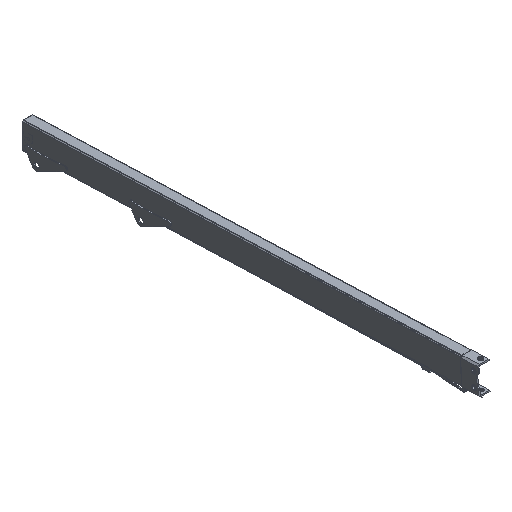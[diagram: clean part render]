
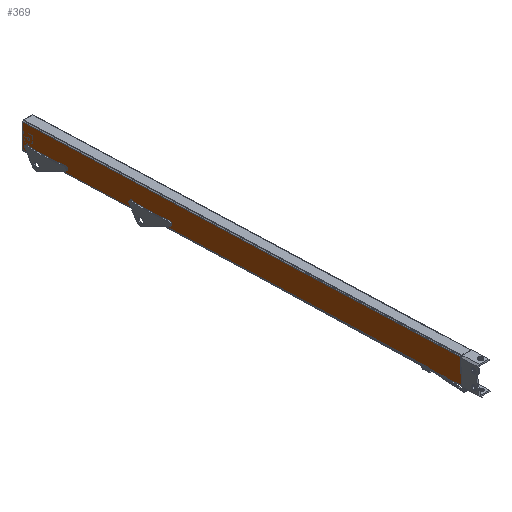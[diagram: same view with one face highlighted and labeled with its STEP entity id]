
A CAD part, isometric view. The second image highlights one B-rep face of the part: STEP entity #369.
In plain terms, the highlighted planar face has unit normal (-1, 0, 0).
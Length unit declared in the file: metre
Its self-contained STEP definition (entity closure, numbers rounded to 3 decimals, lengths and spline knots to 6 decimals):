
#369 = ADVANCED_FACE( '', ( #865 ), #866, .T. );
#865 = FACE_OUTER_BOUND( '', #1498, .T. );
#866 = PLANE( '', #1499 );
#1498 = EDGE_LOOP( '', ( #2634, #2635, #2636, #2637, #2638, #2639, #2640, #2641, #2642, #2643, #2644, #2645, #2646, #2647, #2648, #2649 ) );
#1499 = AXIS2_PLACEMENT_3D( '', #2650, #2651, #2652 );
#2634 = ORIENTED_EDGE( '', *, *, #4056, .T. );
#2635 = ORIENTED_EDGE( '', *, *, #4149, .T. );
#2636 = ORIENTED_EDGE( '', *, *, #3753, .T. );
#2637 = ORIENTED_EDGE( '', *, *, #3938, .F. );
#2638 = ORIENTED_EDGE( '', *, *, #4150, .T. );
#2639 = ORIENTED_EDGE( '', *, *, #4151, .T. );
#2640 = ORIENTED_EDGE( '', *, *, #4054, .T. );
#2641 = ORIENTED_EDGE( '', *, *, #4152, .T. );
#2642 = ORIENTED_EDGE( '', *, *, #4153, .T. );
#2643 = ORIENTED_EDGE( '', *, *, #4154, .F. );
#2644 = ORIENTED_EDGE( '', *, *, #4058, .T. );
#2645 = ORIENTED_EDGE( '', *, *, #3951, .T. );
#2646 = ORIENTED_EDGE( '', *, *, #4006, .T. );
#2647 = ORIENTED_EDGE( '', *, *, #4070, .F. );
#2648 = ORIENTED_EDGE( '', *, *, #4155, .T. );
#2649 = ORIENTED_EDGE( '', *, *, #3929, .T. );
#2650 = CARTESIAN_POINT( '', ( -0.119399, -2.117487, 1.868991 ) );
#2651 = DIRECTION( '', ( -1., 0., 0. ) );
#2652 = DIRECTION( '', ( 0., 0., 1. ) );
#3753 = EDGE_CURVE( '', #4506, #4507, #4508, .T. );
#3929 = EDGE_CURVE( '', #4817, #4818, #4819, .T. );
#3938 = EDGE_CURVE( '', #4831, #4507, #4832, .T. );
#3951 = EDGE_CURVE( '', #4847, #4853, #4855, .T. );
#4006 = EDGE_CURVE( '', #4853, #4948, #4949, .T. );
#4054 = EDGE_CURVE( '', #5027, #5024, #5028, .T. );
#4056 = EDGE_CURVE( '', #4818, #5029, #5031, .T. );
#4058 = EDGE_CURVE( '', #5033, #4847, #5034, .T. );
#4070 = EDGE_CURVE( '', #5051, #4948, #5052, .T. );
#4149 = EDGE_CURVE( '', #5029, #4506, #5158, .T. );
#4150 = EDGE_CURVE( '', #4831, #5159, #5160, .T. );
#4151 = EDGE_CURVE( '', #5159, #5027, #5161, .T. );
#4152 = EDGE_CURVE( '', #5024, #5162, #5163, .T. );
#4153 = EDGE_CURVE( '', #5162, #5164, #5165, .T. );
#4154 = EDGE_CURVE( '', #5033, #5164, #5166, .T. );
#4155 = EDGE_CURVE( '', #5051, #4817, #5167, .T. );
#4506 = VERTEX_POINT( '', #5611 );
#4507 = VERTEX_POINT( '', #5612 );
#4508 = CIRCLE( '', #5613, 0.01905 );
#4817 = VERTEX_POINT( '', #6037 );
#4818 = VERTEX_POINT( '', #6038 );
#4819 = LINE( '', #6039, #6040 );
#4831 = VERTEX_POINT( '', #6056 );
#4832 = CIRCLE( '', #6057, 1.843781 );
#4847 = VERTEX_POINT( '', #6077 );
#4853 = VERTEX_POINT( '', #6086 );
#4855 = LINE( '', #6089, #6090 );
#4948 = VERTEX_POINT( '', #6262 );
#4949 = CIRCLE( '', #6263, 0.01905 );
#5024 = VERTEX_POINT( '', #6365 );
#5027 = VERTEX_POINT( '', #6369 );
#5028 = LINE( '', #6370, #6371 );
#5029 = VERTEX_POINT( '', #6372 );
#5031 = LINE( '', #6375, #6376 );
#5033 = VERTEX_POINT( '', #6379 );
#5034 = LINE( '', #6380, #6381 );
#5051 = VERTEX_POINT( '', #6404 );
#5052 = CIRCLE( '', #6405, 1.843781 );
#5158 = LINE( '', #6543, #6544 );
#5159 = VERTEX_POINT( '', #6545 );
#5160 = CIRCLE( '', #6546, 0.0254 );
#5161 = LINE( '', #6547, #6548 );
#5162 = VERTEX_POINT( '', #6549 );
#5163 = LINE( '', #6550, #6551 );
#5164 = VERTEX_POINT( '', #6552 );
#5165 = LINE( '', #6553, #6554 );
#5166 = LINE( '', #6555, #6556 );
#5167 = CIRCLE( '', #6557, 0.0254 );
#5611 = CARTESIAN_POINT( '', ( -0.119399, 1.694086, 1.651766 ) );
#5612 = CARTESIAN_POINT( '', ( -0.119399, 1.676378, 1.68085 ) );
#5613 = AXIS2_PLACEMENT_3D( '', #7067, #7068, #7069 );
#6037 = CARTESIAN_POINT( '', ( -0.119399, 2.429622, 1.597312 ) );
#6038 = CARTESIAN_POINT( '', ( -0.119399, 2.488185, 1.567459 ) );
#6039 = CARTESIAN_POINT( '', ( -0.119399, 2.581446, 1.519917 ) );
#6040 = VECTOR( '', #7281, 1. );
#6056 = CARTESIAN_POINT( '', ( -0.119399, 1.247144, 1.695882 ) );
#6057 = AXIS2_PLACEMENT_3D( '', #7292, #7293, #7294 );
#6077 = CARTESIAN_POINT( '', ( -0.119399, 2.862789, 1.554303 ) );
#6086 = CARTESIAN_POINT( '', ( -0.119399, 2.89194, 1.600934 ) );
#6089 = CARTESIAN_POINT( '', ( -0.119399, 2.848673, 1.531722 ) );
#6090 = VECTOR( '', #7307, 1. );
#6262 = CARTESIAN_POINT( '', ( -0.119399, 2.874231, 1.630018 ) );
#6263 = AXIS2_PLACEMENT_3D( '', #7380, #7381, #7382 );
#6365 = CARTESIAN_POINT( '', ( -0.119399, -2.122388, 1.729377 ) );
#6369 = CARTESIAN_POINT( '', ( -0.119399, 1.308796, 1.608878 ) );
#6370 = CARTESIAN_POINT( '', ( -0.119399, -2.12239, 1.729377 ) );
#6371 = VECTOR( '', #7441, 1. );
#6372 = CARTESIAN_POINT( '', ( -0.119399, 1.659574, 1.596559 ) );
#6375 = CARTESIAN_POINT( '', ( -0.119399, -2.12239, 1.729377 ) );
#6376 = VECTOR( '', #7443, 1. );
#6379 = CARTESIAN_POINT( '', ( -0.119399, 2.928644, 1.55199 ) );
#6380 = CARTESIAN_POINT( '', ( -0.119399, -2.12239, 1.729377 ) );
#6381 = VECTOR( '', #7445, 1. );
#6404 = CARTESIAN_POINT( '', ( -0.119399, 2.444998, 1.64505 ) );
#6405 = AXIS2_PLACEMENT_3D( '', #7458, #7459, #7460 );
#6543 = CARTESIAN_POINT( '', ( -0.119399, 1.650819, 1.582554 ) );
#6544 = VECTOR( '', #7562, 1. );
#6545 = CARTESIAN_POINT( '', ( -0.119399, 1.231769, 1.648144 ) );
#6546 = AXIS2_PLACEMENT_3D( '', #7563, #7564, #7565 );
#6547 = CARTESIAN_POINT( '', ( -0.119399, 1.383592, 1.570749 ) );
#6548 = VECTOR( '', #7566, 1. );
#6549 = CARTESIAN_POINT( '', ( -0.119399, -2.112582, 2.008605 ) );
#6550 = CARTESIAN_POINT( '', ( -0.119399, -2.117485, 1.868991 ) );
#6551 = VECTOR( '', #7567, 1. );
#6552 = CARTESIAN_POINT( '', ( -0.119399, 2.93845, 1.831218 ) );
#6553 = CARTESIAN_POINT( '', ( -0.119399, 2.93845, 1.831218 ) );
#6554 = VECTOR( '', #7568, 1. );
#6555 = CARTESIAN_POINT( '', ( -0.119399, 2.933547, 1.691604 ) );
#6556 = VECTOR( '', #7569, 1. );
#6557 = AXIS2_PLACEMENT_3D( '', #7570, #7571, #7572 );
#7067 = CARTESIAN_POINT( '', ( -0.119399, 1.677933, 1.661864 ) );
#7068 = DIRECTION( '', ( 1., 0., 0. ) );
#7069 = DIRECTION( '', ( 0., 0., -1. ) );
#7281 = DIRECTION( '', ( 0., 0.891, -0.454 ) );
#7292 = CARTESIAN_POINT( '', ( -0.119399, 1.52585, 3.518477 ) );
#7293 = DIRECTION( '', ( 1., 0., 0. ) );
#7294 = DIRECTION( '', ( 0., 0., -1. ) );
#7307 = DIRECTION( '', ( 0., 0.53, 0.848 ) );
#7380 = CARTESIAN_POINT( '', ( -0.119399, 2.875787, 1.611032 ) );
#7381 = DIRECTION( '', ( 1., 0., 0. ) );
#7382 = DIRECTION( '', ( 0., 0., -1. ) );
#7441 = DIRECTION( '', ( 0., -0.999, 0.035 ) );
#7443 = DIRECTION( '', ( 0., -0.999, 0.035 ) );
#7445 = DIRECTION( '', ( 0., -0.999, 0.035 ) );
#7458 = CARTESIAN_POINT( '', ( -0.119399, 2.723704, 3.467645 ) );
#7459 = DIRECTION( '', ( 1., 0., 0. ) );
#7460 = DIRECTION( '', ( 0., 0., -1. ) );
#7562 = DIRECTION( '', ( 0., 0.53, 0.848 ) );
#7563 = CARTESIAN_POINT( '', ( -0.119399, 1.243305, 1.670774 ) );
#7564 = DIRECTION( '', ( 1., 0., 0. ) );
#7565 = DIRECTION( '', ( 0., 0., -1. ) );
#7566 = DIRECTION( '', ( 0., 0.891, -0.454 ) );
#7567 = DIRECTION( '', ( 0., 0.035, 0.999 ) );
#7568 = DIRECTION( '', ( 0., 0.999, -0.035 ) );
#7569 = DIRECTION( '', ( 0., 0.035, 0.999 ) );
#7570 = CARTESIAN_POINT( '', ( -0.119399, 2.441158, 1.619942 ) );
#7571 = DIRECTION( '', ( 1., 0., 0. ) );
#7572 = DIRECTION( '', ( 0., 0., -1. ) );
